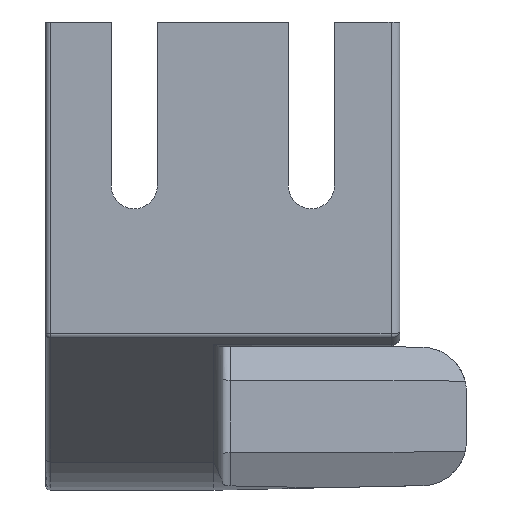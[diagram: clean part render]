
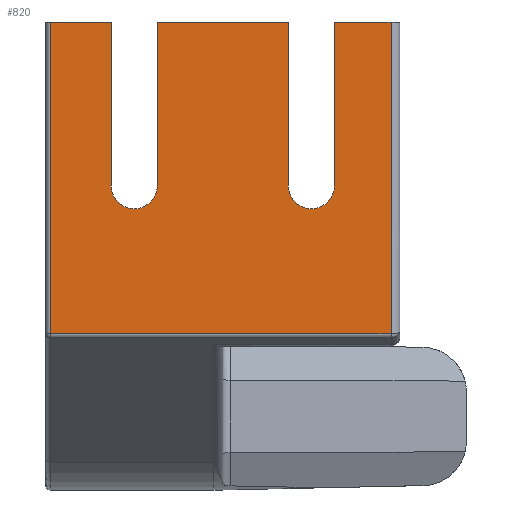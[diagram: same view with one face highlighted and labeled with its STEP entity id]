
A CAD part, top view. The second image highlights one B-rep face of the part: STEP entity #820.
In plain terms, the highlighted planar face has unit normal (0, 0, 1).
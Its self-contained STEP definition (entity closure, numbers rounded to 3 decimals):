
#22=PLANE('',#918);
#45=LINE('',#1302,#120);
#55=LINE('',#1333,#130);
#56=LINE('',#1336,#131);
#57=LINE('',#1340,#132);
#58=LINE('',#1342,#133);
#59=LINE('',#1344,#134);
#60=LINE('',#1348,#135);
#61=LINE('',#1350,#136);
#62=LINE('',#1352,#137);
#63=LINE('',#1353,#138);
#120=VECTOR('',#1016,10.);
#130=VECTOR('',#1048,10.);
#131=VECTOR('',#1051,10.);
#132=VECTOR('',#1054,10.);
#133=VECTOR('',#1055,10.);
#134=VECTOR('',#1056,10.);
#135=VECTOR('',#1059,10.);
#136=VECTOR('',#1060,10.);
#137=VECTOR('',#1061,10.);
#138=VECTOR('',#1062,10.);
#223=FACE_OUTER_BOUND('',#271,.T.);
#271=EDGE_LOOP('',(#590,#591,#592,#593,#594,#595,#596,#597,#598,#599,#600,
#601));
#339=CIRCLE('',#919,2.6);
#340=CIRCLE('',#920,2.6);
#358=VERTEX_POINT('',#1292);
#361=VERTEX_POINT('',#1300);
#371=VERTEX_POINT('',#1331);
#372=VERTEX_POINT('',#1335);
#373=VERTEX_POINT('',#1337);
#374=VERTEX_POINT('',#1339);
#375=VERTEX_POINT('',#1341);
#376=VERTEX_POINT('',#1343);
#377=VERTEX_POINT('',#1345);
#378=VERTEX_POINT('',#1347);
#379=VERTEX_POINT('',#1349);
#380=VERTEX_POINT('',#1351);
#441=EDGE_CURVE('',#358,#361,#45,.T.);
#457=EDGE_CURVE('',#361,#371,#55,.T.);
#458=EDGE_CURVE('',#372,#371,#56,.T.);
#459=EDGE_CURVE('',#373,#372,#339,.T.);
#460=EDGE_CURVE('',#374,#373,#57,.T.);
#461=EDGE_CURVE('',#374,#375,#58,.T.);
#462=EDGE_CURVE('',#376,#375,#59,.T.);
#463=EDGE_CURVE('',#377,#376,#340,.T.);
#464=EDGE_CURVE('',#378,#377,#60,.T.);
#465=EDGE_CURVE('',#378,#379,#61,.T.);
#466=EDGE_CURVE('',#379,#380,#62,.T.);
#467=EDGE_CURVE('',#380,#358,#63,.T.);
#590=ORIENTED_EDGE('',*,*,#441,.T.);
#591=ORIENTED_EDGE('',*,*,#457,.T.);
#592=ORIENTED_EDGE('',*,*,#458,.F.);
#593=ORIENTED_EDGE('',*,*,#459,.F.);
#594=ORIENTED_EDGE('',*,*,#460,.F.);
#595=ORIENTED_EDGE('',*,*,#461,.T.);
#596=ORIENTED_EDGE('',*,*,#462,.F.);
#597=ORIENTED_EDGE('',*,*,#463,.F.);
#598=ORIENTED_EDGE('',*,*,#464,.F.);
#599=ORIENTED_EDGE('',*,*,#465,.T.);
#600=ORIENTED_EDGE('',*,*,#466,.T.);
#601=ORIENTED_EDGE('',*,*,#467,.T.);
#820=ADVANCED_FACE('',(#223),#22,.F.);
#918=AXIS2_PLACEMENT_3D('',#1334,#1049,#1050);
#919=AXIS2_PLACEMENT_3D('',#1338,#1052,#1053);
#920=AXIS2_PLACEMENT_3D('',#1346,#1057,#1058);
#1016=DIRECTION('',(0.,1.,0.));
#1048=DIRECTION('',(-1.,0.,0.));
#1049=DIRECTION('center_axis',(0.,0.,
-1.));
#1050=DIRECTION('ref_axis',(0.,-1.,0.));
#1051=DIRECTION('',(0.,1.,0.));
#1052=DIRECTION('center_axis',(0.,0.,
1.));
#1053=DIRECTION('ref_axis',(-1.,0.,0.));
#1054=DIRECTION('',(0.,-1.,0.));
#1055=DIRECTION('',(-1.,0.,0.));
#1056=DIRECTION('',(0.,1.,0.));
#1057=DIRECTION('center_axis',(0.,0.,
1.));
#1058=DIRECTION('ref_axis',(1.,0.,0.));
#1059=DIRECTION('',(0.,-1.,0.));
#1060=DIRECTION('',(-1.,0.,0.));
#1061=DIRECTION('',(0.,-1.,0.));
#1062=DIRECTION('',(1.,0.,0.));
#1292=CARTESIAN_POINT('',(19.,65.023,34.));
#1300=CARTESIAN_POINT('',(19.,100.25,34.));
#1302=CARTESIAN_POINT('',(19.,81.65,34.));
#1331=CARTESIAN_POINT('',(12.6,100.25,34.));
#1333=CARTESIAN_POINT('',(0.,100.25,34.));
#1334=CARTESIAN_POINT('Origin',(0.,76.45,34.));
#1335=CARTESIAN_POINT('',(12.6,81.75,34.));
#1336=CARTESIAN_POINT('',(12.6,79.1,34.));
#1337=CARTESIAN_POINT('',(7.4,81.75,34.));
#1338=CARTESIAN_POINT('Origin',(10.,81.75,34.));
#1339=CARTESIAN_POINT('',(7.4,100.25,34.));
#1340=CARTESIAN_POINT('',(7.4,88.35,34.));
#1341=CARTESIAN_POINT('',(-7.4,100.25,34.));
#1342=CARTESIAN_POINT('',(0.,100.25,34.));
#1343=CARTESIAN_POINT('',(-7.4,81.75,34.));
#1344=CARTESIAN_POINT('',(-7.4,79.1,34.));
#1345=CARTESIAN_POINT('',(-12.6,81.75,34.));
#1346=CARTESIAN_POINT('Origin',(-10.,81.75,34.));
#1347=CARTESIAN_POINT('',(-12.6,100.25,34.));
#1348=CARTESIAN_POINT('',(-12.6,88.35,34.));
#1349=CARTESIAN_POINT('',(-19.5,100.25,34.));
#1350=CARTESIAN_POINT('',(0.,100.25,34.));
#1351=CARTESIAN_POINT('',(-19.5,65.023,34.));
#1352=CARTESIAN_POINT('',(-19.5,66.1,34.));
#1353=CARTESIAN_POINT('',(0.,65.023,34.));
